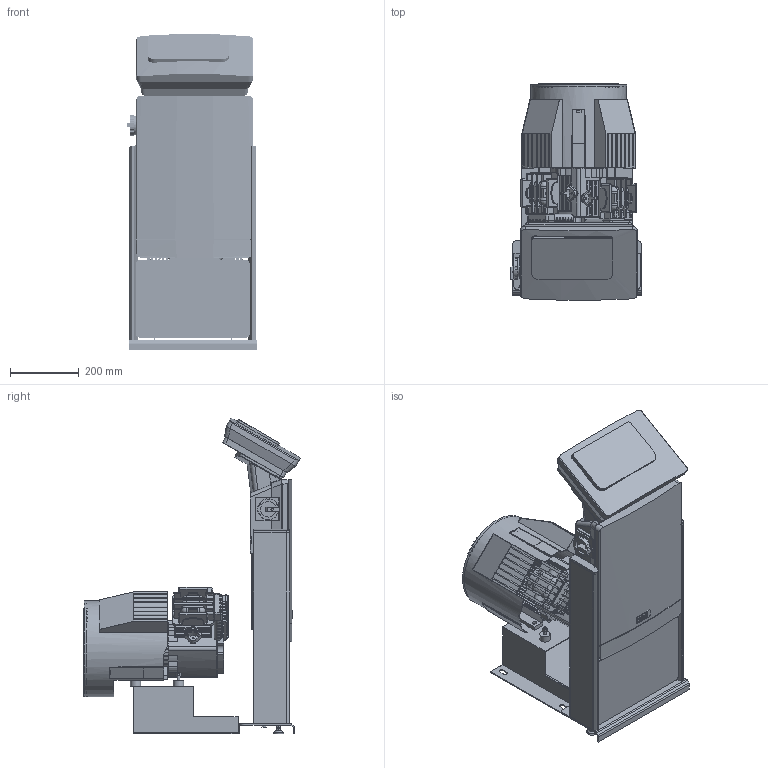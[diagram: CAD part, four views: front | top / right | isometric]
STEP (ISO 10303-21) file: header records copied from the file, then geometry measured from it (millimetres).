
FILE_DESCRIPTION(/* description */ (''),/* implementation_level */ '2;1');
FILE_NAME(/* name */ '3d_ReflexomatRS300_1-8880411.stp',/* time_stamp */ '2015-12-08T09:22:33+01:00',/* author */ ('Andrzej'),/* organization */ (''),/* preprocessor_version */ 'ST-DEVELOPER v15.5',/* originating_system */ 'AutoCAD Mechanical',/* authorisation */ '');
FILE_SCHEMA (('AUTOMOTIVE_DESIGN { 1 0 10303 214 3 1 1 }'));
Length unit declared in the file: millimetre
Products named in the file (1): Product
Bounding box: 380.29 x 630.52 x 919.87 mm (x, y, z)
Volume: 35551158.9 mm3; surface area: 4006141.3 mm2
Topology: 93 solids, 107 shells, 5283 faces, 14043 edges, 9199 vertices
Faces by surface type: plane 3239, cylinder 1811, sphere 96, torus 64, cone 62, bspline 11
Full cylindrical faces by diameter (mm): 5 x2, 5.095 x21, 5.4 x7, 5.5 x22, 6 x4, 6.2 x2, 6.4 x1, 6.5 x4, 7 x11, 8 x22, 8.5 x3, 9 x4, 10.5 x10, 11.2 x21, 11.63 x2, 13.5 x8, 15 x4, 16 x25, 16.02 x4, 16.031 x4, 17 x9, 17.5 x22, 19 x10, 20 x25, 20.5 x3, 20.616 x2, 21.5 x1, 23 x11, 30 x4, 55.8 x1
Entity records: 163430 total; most frequent: CARTESIAN_POINT 30180, DIRECTION 27868, ORIENTED_EDGE 26958, EDGE_CURVE 13479, AXIS2_PLACEMENT_3D 9336, LINE 9196, VECTOR 9196, VERTEX_POINT 9044
